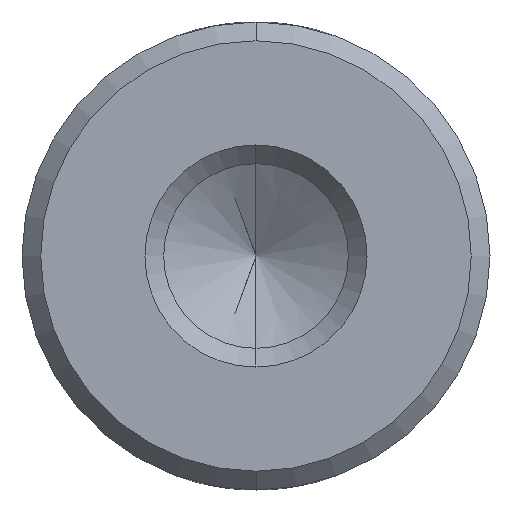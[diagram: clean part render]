
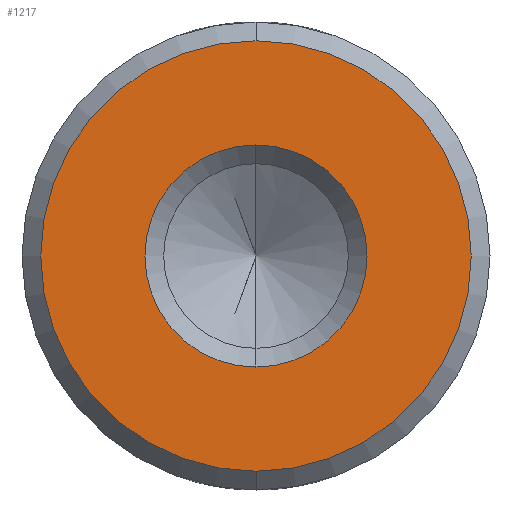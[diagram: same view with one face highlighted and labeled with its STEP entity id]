
A CAD part, front view. The second image highlights one B-rep face of the part: STEP entity #1217.
In plain terms, the highlighted planar face has unit normal (0, -1, 0).
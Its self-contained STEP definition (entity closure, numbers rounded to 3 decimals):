
#182 = EDGE_CURVE ( 'NONE', #2765, #2883, #370, .T. ) ;
#300 = CARTESIAN_POINT ( 'NONE',  ( 0., 0., -5.829 ) ) ;
#370 = CIRCLE ( 'NONE', #1057, 3.008 ) ;
#423 = DIRECTION ( 'NONE',  ( 0., 1., 0. ) ) ;
#484 = AXIS2_PLACEMENT_3D ( 'NONE', #2014, #423, #2270 ) ;
#509 = EDGE_CURVE ( 'NONE', #3234, #578, #1944, .T. ) ;
#557 = FACE_OUTER_BOUND ( 'NONE', #2422, .T. ) ;
#578 = VERTEX_POINT ( 'NONE', #3366 ) ;
#774 = CARTESIAN_POINT ( 'NONE',  ( 0., 0., 0. ) ) ;
#935 = PLANE ( 'NONE',  #484 ) ;
#1042 = CARTESIAN_POINT ( 'NONE',  ( 0., 0., 0. ) ) ;
#1057 = AXIS2_PLACEMENT_3D ( 'NONE', #774, #2626, #3403 ) ;
#1116 = EDGE_CURVE ( 'NONE', #578, #3234, #1593, .T. ) ;
#1170 = DIRECTION ( 'NONE',  ( 0., 1., 0. ) ) ;
#1171 = FACE_BOUND ( 'NONE', #2355, .T. ) ;
#1217 = ADVANCED_FACE ( 'NONE', ( #1171, #557 ), #935, .F. ) ;
#1263 = CARTESIAN_POINT ( 'NONE',  ( 0., 0., 0. ) ) ;
#1323 = DIRECTION ( 'NONE',  ( 0., 0., 1. ) ) ;
#1384 = AXIS2_PLACEMENT_3D ( 'NONE', #1263, #3107, #1521 ) ;
#1437 = AXIS2_PLACEMENT_3D ( 'NONE', #2755, #1170, #3025 ) ;
#1521 = DIRECTION ( 'NONE',  ( 0., 0., 1. ) ) ;
#1568 = ORIENTED_EDGE ( 'NONE', *, *, #182, .T. ) ;
#1593 = CIRCLE ( 'NONE', #1437, 5.829 ) ;
#1713 = ORIENTED_EDGE ( 'NONE', *, *, #3092, .T. ) ;
#1944 = CIRCLE ( 'NONE', #1384, 5.829 ) ;
#2014 = CARTESIAN_POINT ( 'NONE',  ( 5.829, 0., 0. ) ) ;
#2173 = ORIENTED_EDGE ( 'NONE', *, *, #509, .F. ) ;
#2185 = ORIENTED_EDGE ( 'NONE', *, *, #1116, .F. ) ;
#2270 = DIRECTION ( 'NONE',  ( 0., 0., 1. ) ) ;
#2355 = EDGE_LOOP ( 'NONE', ( #1713, #1568 ) ) ;
#2383 = CARTESIAN_POINT ( 'NONE',  ( 0., 0., -3.008 ) ) ;
#2422 = EDGE_LOOP ( 'NONE', ( #2185, #2173 ) ) ;
#2626 = DIRECTION ( 'NONE',  ( 0., 1., 0. ) ) ;
#2755 = CARTESIAN_POINT ( 'NONE',  ( 0., 0., 0. ) ) ;
#2765 = VERTEX_POINT ( 'NONE', #3100 ) ;
#2883 = VERTEX_POINT ( 'NONE', #2383 ) ;
#2895 = CIRCLE ( 'NONE', #3262, 3.008 ) ;
#2898 = DIRECTION ( 'NONE',  ( 0., 1., 0. ) ) ;
#3025 = DIRECTION ( 'NONE',  ( 0., 0., 1. ) ) ;
#3092 = EDGE_CURVE ( 'NONE', #2883, #2765, #2895, .T. ) ;
#3100 = CARTESIAN_POINT ( 'NONE',  ( 0., 0., 3.008 ) ) ;
#3107 = DIRECTION ( 'NONE',  ( 0., 1., 0. ) ) ;
#3234 = VERTEX_POINT ( 'NONE', #300 ) ;
#3262 = AXIS2_PLACEMENT_3D ( 'NONE', #1042, #2898, #1323 ) ;
#3366 = CARTESIAN_POINT ( 'NONE',  ( 0., 0., 5.829 ) ) ;
#3403 = DIRECTION ( 'NONE',  ( 0., 0., 1. ) ) ;
